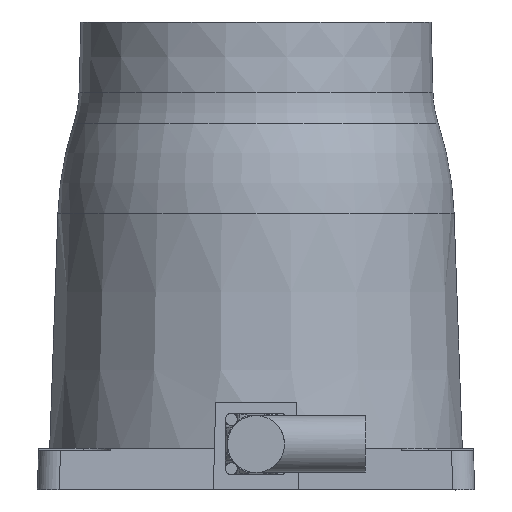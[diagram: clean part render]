
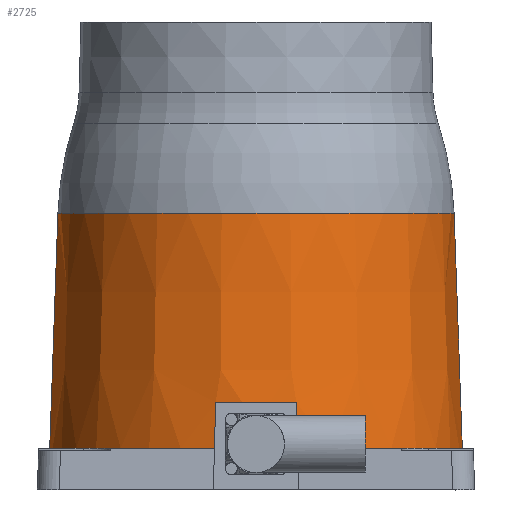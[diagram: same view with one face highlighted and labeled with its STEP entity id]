
A CAD part, left-side view. The second image highlights one B-rep face of the part: STEP entity #2725.
In plain terms, the highlighted conical face has half-angle 2 degrees and reference radius 95 mm.
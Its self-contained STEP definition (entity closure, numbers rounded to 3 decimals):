
#61 = LINE ( 'NONE', #4336, #3781 ) ;
#111 = EDGE_CURVE ( 'NONE', #2424, #4729, #4199, .T. ) ;
#135 = FACE_OUTER_BOUND ( 'NONE', #1981, .T. ) ;
#322 = VERTEX_POINT ( 'NONE', #4319 ) ;
#340 = VERTEX_POINT ( 'NONE', #780 ) ;
#366 = B_SPLINE_CURVE_WITH_KNOTS ( 'NONE', 3,
 ( #4384, #2845, #3961, #844 ),
 .UNSPECIFIED., .F., .F.,
 ( 4, 4 ),
 ( -0.005, 0.016 ),
 .UNSPECIFIED. ) ;
#378 = CARTESIAN_POINT ( 'NONE',  ( 0., 0., 19. ) ) ;
#443 = CARTESIAN_POINT ( 'NONE',  ( 0., 94.337, 19. ) ) ;
#581 = CARTESIAN_POINT ( 'NONE',  ( 0., 0., 0. ) ) ;
#602 = DIRECTION ( 'NONE',  ( 0., 0.035, -0.999 ) ) ;
#651 = EDGE_CURVE ( 'NONE', #4729, #322, #61, .T. ) ;
#780 = CARTESIAN_POINT ( 'NONE',  ( -91.766, 18.453, 40. ) ) ;
#844 = CARTESIAN_POINT ( 'NONE',  ( -91.766, -18.453, 40. ) ) ;
#857 = CARTESIAN_POINT ( 'NONE',  ( -92.403, -19.002, 19. ) ) ;
#1031 = CARTESIAN_POINT ( 'NONE',  ( 0., 95., 0. ) ) ;
#1209 = VERTEX_POINT ( 'NONE', #5055 ) ;
#1243 = B_SPLINE_CURVE_WITH_KNOTS ( 'NONE', 3,
 ( #4479, #2939, #2188, #2510 ),
 .UNSPECIFIED., .F., .F.,
 ( 4, 4 ),
 ( -0.005, 0.016 ),
 .UNSPECIFIED. ) ;
#1492 = AXIS2_PLACEMENT_3D ( 'NONE', #378, #2066, #2334 ) ;
#1508 = CARTESIAN_POINT ( 'NONE',  ( 0., 0., 40. ) ) ;
#1595 = ORIENTED_EDGE ( 'NONE', *, *, #651, .F. ) ;
#1671 = EDGE_CURVE ( 'NONE', #2424, #2892, #4577, .T. ) ;
#1710 = DIRECTION ( 'NONE',  ( 0., -1., 0. ) ) ;
#1715 = ORIENTED_EDGE ( 'NONE', *, *, #2860, .F. ) ;
#1909 = VERTEX_POINT ( 'NONE', #857 ) ;
#1981 = EDGE_LOOP ( 'NONE', ( #4592, #5018, #4934, #2723, #1715, #4077, #4905, #1595 ) ) ;
#2066 = DIRECTION ( 'NONE',  ( 0., 0., -1. ) ) ;
#2116 = VERTEX_POINT ( 'NONE', #4755 ) ;
#2142 = DIRECTION ( 'NONE',  ( 1., 0., 0. ) ) ;
#2188 = CARTESIAN_POINT ( 'NONE',  ( -92.191, 18.819, 26. ) ) ;
#2303 = CARTESIAN_POINT ( 'NONE',  ( 0., 90.585, 126.441 ) ) ;
#2334 = DIRECTION ( 'NONE',  ( 1., 0., 0. ) ) ;
#2390 = CARTESIAN_POINT ( 'NONE',  ( 0., -90.585, 126.441 ) ) ;
#2398 = CIRCLE ( 'NONE', #1492, 94.337 ) ;
#2424 = VERTEX_POINT ( 'NONE', #2303 ) ;
#2467 = AXIS2_PLACEMENT_3D ( 'NONE', #3339, #4482, #2142 ) ;
#2510 = CARTESIAN_POINT ( 'NONE',  ( -92.403, 19.002, 19. ) ) ;
#2603 = EDGE_CURVE ( 'NONE', #1909, #1209, #366, .T. ) ;
#2630 = DIRECTION ( 'NONE',  ( -1., 0., 0. ) ) ;
#2723 = ORIENTED_EDGE ( 'NONE', *, *, #3713, .F. ) ;
#2725 = ADVANCED_FACE ( 'NONE', ( #135 ), #2789, .T. ) ;
#2761 = EDGE_CURVE ( 'NONE', #2116, #2892, #4708, .T. ) ;
#2789 = CONICAL_SURFACE ( 'NONE', #3699, 95., 0.035 ) ;
#2845 = CARTESIAN_POINT ( 'NONE',  ( -92.191, -18.819, 26. ) ) ;
#2860 = EDGE_CURVE ( 'NONE', #1209, #340, #4535, .T. ) ;
#2892 = VERTEX_POINT ( 'NONE', #443 ) ;
#2939 = CARTESIAN_POINT ( 'NONE',  ( -91.979, 18.636, 33. ) ) ;
#3188 = DIRECTION ( 'NONE',  ( 0., -0.035, -0.999 ) ) ;
#3286 = AXIS2_PLACEMENT_3D ( 'NONE', #4597, #4992, #4968 ) ;
#3339 = CARTESIAN_POINT ( 'NONE',  ( 0., 0., 19. ) ) ;
#3589 = DIRECTION ( 'NONE',  ( 0., 0., -1. ) ) ;
#3610 = EDGE_CURVE ( 'NONE', #322, #1909, #2398, .T. ) ;
#3620 = AXIS2_PLACEMENT_3D ( 'NONE', #1508, #3589, #2630 ) ;
#3699 = AXIS2_PLACEMENT_3D ( 'NONE', #581, #4557, #1710 ) ;
#3713 = EDGE_CURVE ( 'NONE', #340, #2116, #1243, .T. ) ;
#3781 = VECTOR ( 'NONE', #3188, 1000. ) ;
#3961 = CARTESIAN_POINT ( 'NONE',  ( -91.979, -18.636, 33. ) ) ;
#4077 = ORIENTED_EDGE ( 'NONE', *, *, #2603, .F. ) ;
#4199 = CIRCLE ( 'NONE', #3286, 90.585 ) ;
#4300 = VECTOR ( 'NONE', #602, 1000. ) ;
#4319 = CARTESIAN_POINT ( 'NONE',  ( 0., -94.337, 19. ) ) ;
#4336 = CARTESIAN_POINT ( 'NONE',  ( 0., -95., 0. ) ) ;
#4384 = CARTESIAN_POINT ( 'NONE',  ( -92.403, -19.002, 19. ) ) ;
#4479 = CARTESIAN_POINT ( 'NONE',  ( -91.766, 18.453, 40. ) ) ;
#4482 = DIRECTION ( 'NONE',  ( 0., 0., -1. ) ) ;
#4535 = CIRCLE ( 'NONE', #3620, 93.603 ) ;
#4557 = DIRECTION ( 'NONE',  ( 0., 0., -1. ) ) ;
#4577 = LINE ( 'NONE', #1031, #4300 ) ;
#4592 = ORIENTED_EDGE ( 'NONE', *, *, #111, .F. ) ;
#4597 = CARTESIAN_POINT ( 'NONE',  ( 0., 0., 126.441 ) ) ;
#4708 = CIRCLE ( 'NONE', #2467, 94.337 ) ;
#4729 = VERTEX_POINT ( 'NONE', #2390 ) ;
#4755 = CARTESIAN_POINT ( 'NONE',  ( -92.403, 19.002, 19. ) ) ;
#4905 = ORIENTED_EDGE ( 'NONE', *, *, #3610, .F. ) ;
#4934 = ORIENTED_EDGE ( 'NONE', *, *, #2761, .F. ) ;
#4968 = DIRECTION ( 'NONE',  ( 0., 1., 0. ) ) ;
#4992 = DIRECTION ( 'NONE',  ( 0., 0., 1. ) ) ;
#5018 = ORIENTED_EDGE ( 'NONE', *, *, #1671, .T. ) ;
#5055 = CARTESIAN_POINT ( 'NONE',  ( -91.766, -18.453, 40. ) ) ;
